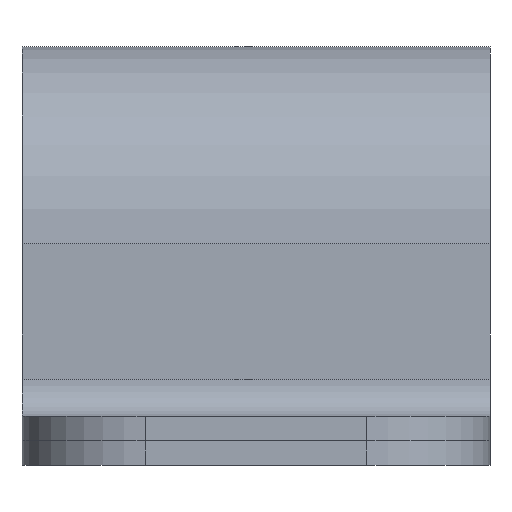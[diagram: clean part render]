
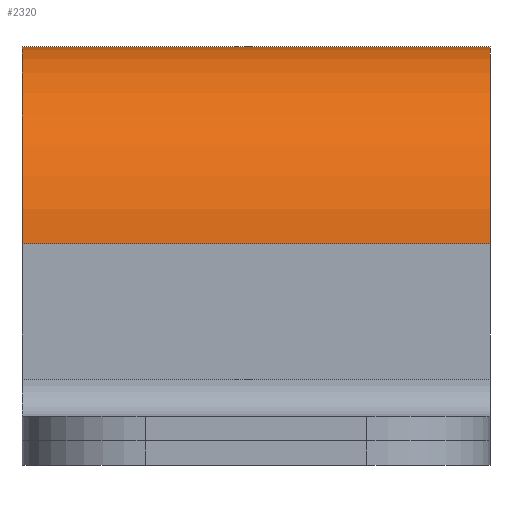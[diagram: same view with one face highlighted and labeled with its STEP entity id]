
A CAD part, front view. The second image highlights one B-rep face of the part: STEP entity #2320.
In plain terms, the highlighted cylindrical face has radius 16 mm (diameter 32 mm), a partial arc.
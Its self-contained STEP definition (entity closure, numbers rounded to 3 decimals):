
#133 = DIRECTION ( 'NONE',  ( 0., 0., -1. ) ) ;
#143 = CARTESIAN_POINT ( 'NONE',  ( 19., 0., 16. ) ) ;
#275 = LINE ( 'NONE', #1923, #732 ) ;
#371 = DIRECTION ( 'NONE',  ( 1., 0., 0. ) ) ;
#425 = ORIENTED_EDGE ( 'NONE', *, *, #1277, .T. ) ;
#483 = AXIS2_PLACEMENT_3D ( 'NONE', #621, #371, #133 ) ;
#490 = CARTESIAN_POINT ( 'NONE',  ( -19., -16., 0. ) ) ;
#621 = CARTESIAN_POINT ( 'NONE',  ( -19., 0., 0. ) ) ;
#648 = AXIS2_PLACEMENT_3D ( 'NONE', #2303, #2060, #1817 ) ;
#718 = VECTOR ( 'NONE', #1581, 1000. ) ;
#732 = VECTOR ( 'NONE', #1690, 1000. ) ;
#773 = EDGE_CURVE ( 'NONE', #2293, #1001, #275, .T. ) ;
#790 = ORIENTED_EDGE ( 'NONE', *, *, #1963, .F. ) ;
#938 = DIRECTION ( 'NONE',  ( 0., 0., -1. ) ) ;
#1001 = VERTEX_POINT ( 'NONE', #490 ) ;
#1170 = CIRCLE ( 'NONE', #483, 16. ) ;
#1181 = DIRECTION ( 'NONE',  ( 1., 0., 0. ) ) ;
#1216 = FACE_OUTER_BOUND ( 'NONE', #1837, .T. ) ;
#1261 = VERTEX_POINT ( 'NONE', #1633 ) ;
#1277 = EDGE_CURVE ( 'NONE', #2108, #1261, #2049, .T. ) ;
#1411 = CARTESIAN_POINT ( 'NONE',  ( 19., -16., 0. ) ) ;
#1426 = CARTESIAN_POINT ( 'NONE',  ( 19., 0., 0. ) ) ;
#1461 = CYLINDRICAL_SURFACE ( 'NONE', #648, 16. ) ;
#1479 = ORIENTED_EDGE ( 'NONE', *, *, #773, .F. ) ;
#1581 = DIRECTION ( 'NONE',  ( -1., 0., 0. ) ) ;
#1633 = CARTESIAN_POINT ( 'NONE',  ( -19., 0., 16. ) ) ;
#1690 = DIRECTION ( 'NONE',  ( -1., 0., 0. ) ) ;
#1762 = ORIENTED_EDGE ( 'NONE', *, *, #1991, .T. ) ;
#1809 = CARTESIAN_POINT ( 'NONE',  ( 19., 0., 16. ) ) ;
#1817 = DIRECTION ( 'NONE',  ( 0., 0., 1. ) ) ;
#1837 = EDGE_LOOP ( 'NONE', ( #790, #425, #1762, #1479 ) ) ;
#1923 = CARTESIAN_POINT ( 'NONE',  ( 19., -16., 0. ) ) ;
#1963 = EDGE_CURVE ( 'NONE', #2108, #2293, #2059, .T. ) ;
#1991 = EDGE_CURVE ( 'NONE', #1261, #1001, #1170, .T. ) ;
#2049 = LINE ( 'NONE', #1809, #718 ) ;
#2059 = CIRCLE ( 'NONE', #2128, 16. ) ;
#2060 = DIRECTION ( 'NONE',  ( -1., 0., 0. ) ) ;
#2108 = VERTEX_POINT ( 'NONE', #143 ) ;
#2128 = AXIS2_PLACEMENT_3D ( 'NONE', #1426, #1181, #938 ) ;
#2293 = VERTEX_POINT ( 'NONE', #1411 ) ;
#2303 = CARTESIAN_POINT ( 'NONE',  ( 19., 0., 0. ) ) ;
#2320 = ADVANCED_FACE ( 'NONE', ( #1216 ), #1461, .T. ) ;
